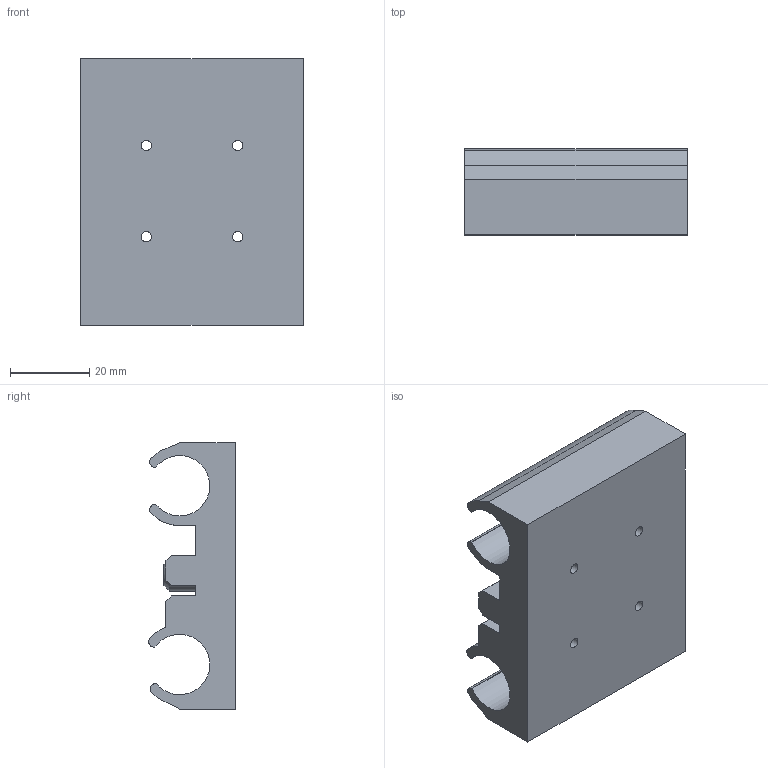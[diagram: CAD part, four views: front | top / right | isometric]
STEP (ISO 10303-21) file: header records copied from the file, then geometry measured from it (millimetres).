
FILE_DESCRIPTION(('FreeCAD Model'),'2;1');
FILE_NAME('x-carriage-x1.step' ,'2019-10-02T18:13:10',('Author'),(''), 'Open CASCADE STEP processor 7.3','FreeCAD','Unknown');
FILE_SCHEMA(('AUTOMOTIVE_DESIGN { 1 0 10303 214 1 1 1 1 }'));
Length unit declared in the file: millimetre
Products named in the file (1): Fillet
Bounding box: 56 x 21.78 x 67 mm (x, y, z)
Volume: 43800.5 mm3; surface area: 17273.6 mm2
Topology: 1 solids, 1 shells, 105 faces, 281 edges, 182 vertices
Faces by surface type: plane 85, cylinder 18, cone 2
Full cylindrical faces by diameter (mm): 2.6 x6, 8 x2
Entity records: 7009 total; most frequent: CARTESIAN_POINT 1283, DIRECTION 1075, LINE 741, VECTOR 741, ORIENTED_EDGE 562, PCURVE 562, DEFINITIONAL_REPRESENTATION 562, EDGE_CURVE 281
